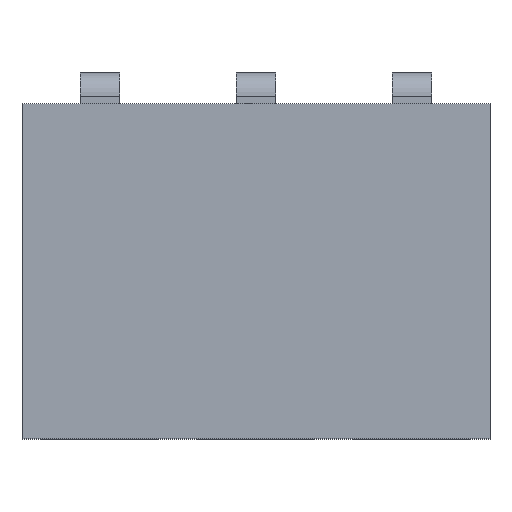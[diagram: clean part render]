
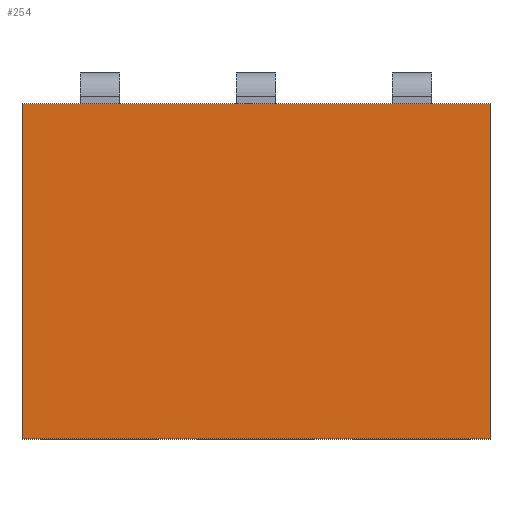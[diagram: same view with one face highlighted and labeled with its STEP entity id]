
A CAD part, top view. The second image highlights one B-rep face of the part: STEP entity #254.
In plain terms, the highlighted planar face has unit normal (0, 0, 1).
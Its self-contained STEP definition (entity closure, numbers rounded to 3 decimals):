
#254=ADVANCED_FACE('',(#2067),#2069,.T.);
#2067=FACE_BOUND('',#2068,.T.);
#2068=EDGE_LOOP('',(#3495,#3496,#3497,#3498));
#2069=PLANE('',#2070);
#2070=AXIS2_PLACEMENT_3D('',#2071,#2072,#2073);
#2071=CARTESIAN_POINT('',(-1.,-4.6,2.4));
#2072=DIRECTION('',(0.,0.,1.));
#2073=DIRECTION('',(1.,0.,0.));
#3495=ORIENTED_EDGE('',*,*,#4555,.T.);
#3496=ORIENTED_EDGE('',*,*,#4552,.T.);
#3497=ORIENTED_EDGE('',*,*,#4524,.F.);
#3498=ORIENTED_EDGE('',*,*,#4532,.F.);
#4524=EDGE_CURVE('',#5110,#5112,#5113,.T.);
#4532=EDGE_CURVE('',#5123,#5110,#5125,.T.);
#4552=EDGE_CURVE('',#5157,#5112,#5158,.T.);
#4555=EDGE_CURVE('',#5123,#5157,#5162,.T.);
#5110=VERTEX_POINT('',#6099);
#5112=VERTEX_POINT('',#6103);
#5113=LINE('',#6104,#6105);
#5123=VERTEX_POINT('',#6128);
#5125=LINE('',#6132,#6133);
#5157=VERTEX_POINT('',#6204);
#5158=LINE('',#6205,#6206);
#5162=LINE('',#6215,#6216);
#6099=CARTESIAN_POINT('',(-1.,-0.3,2.4));
#6103=CARTESIAN_POINT('',(5.,-0.3,2.4));
#6104=CARTESIAN_POINT('',(-1.,-0.3,2.4));
#6105=VECTOR('',#6106,1.);
#6106=DIRECTION('',(1.,0.,0.));
#6128=CARTESIAN_POINT('',(-1.,-4.6,2.4));
#6132=CARTESIAN_POINT('',(-1.,-4.6,2.4));
#6133=VECTOR('',#6134,1.);
#6134=DIRECTION('',(0.,1.,0.));
#6204=CARTESIAN_POINT('',(5.,-4.6,2.4));
#6205=CARTESIAN_POINT('',(5.,-4.6,2.4));
#6206=VECTOR('',#6207,1.);
#6207=DIRECTION('',(0.,1.,0.));
#6215=CARTESIAN_POINT('',(-1.,-4.6,2.4));
#6216=VECTOR('',#6217,1.);
#6217=DIRECTION('',(1.,0.,0.));
